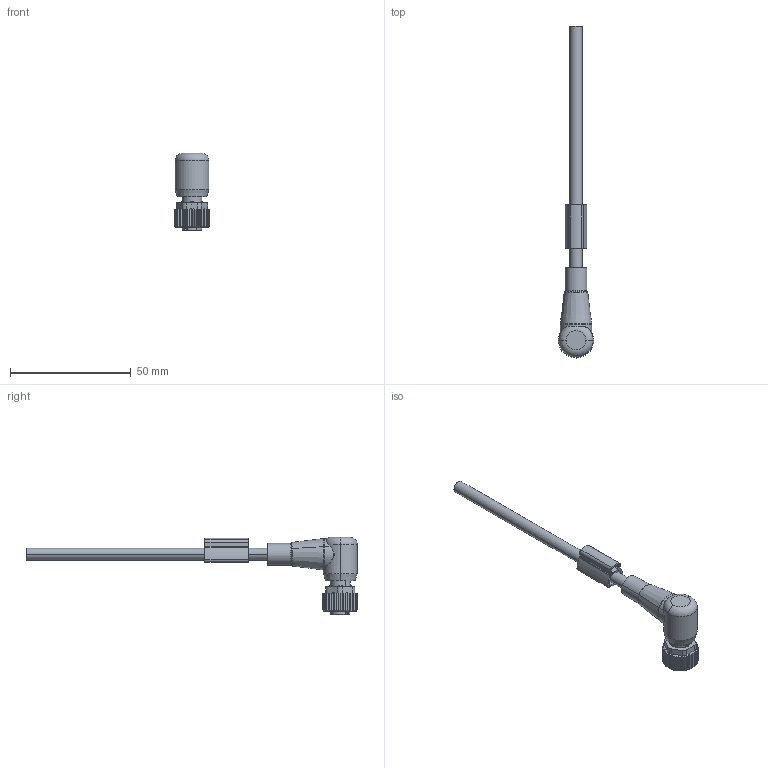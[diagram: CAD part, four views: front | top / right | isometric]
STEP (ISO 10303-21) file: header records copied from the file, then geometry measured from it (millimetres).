
FILE_DESCRIPTION(('CATIA V5 STEP Exchange','CAx-IF Rec.Pracs.--- Model Styling and Organization---1.4--- 2014-01-23'),'2;1');
FILE_NAME ('006550-1_1', '2020-04-06T09:40:44+00:00', ('none'), ('Weidmueller'), 'CATIA Version 5-6 Release 2016 SP3 HF44', 'CATIA V5 STEP AP214', 'none');
FILE_SCHEMA(('AUTOMOTIVE_DESIGN { 1 0 10303 214 1 1 1 1 }'));
Length unit declared in the file: millimetre
Products named in the file (1): 1108790150
Bounding box: 14.52 x 137.3 x 32 mm (x, y, z)
Volume: 8532.2 mm3; surface area: 7370.3 mm2
Topology: 11 solids, 11 shells, 582 faces, 1485 edges, 927 vertices
Faces by surface type: plane 255, cylinder 180, cone 86, torus 30, bspline 27, revolution 4
Entity records: 18165 total; most frequent: CARTESIAN_POINT 5646, ORIENTED_EDGE 2950, DIRECTION 1889, EDGE_CURVE 1475, VERTEX_POINT 927, AXIS2_PLACEMENT_3D 875, VECTOR 618, LINE 618
